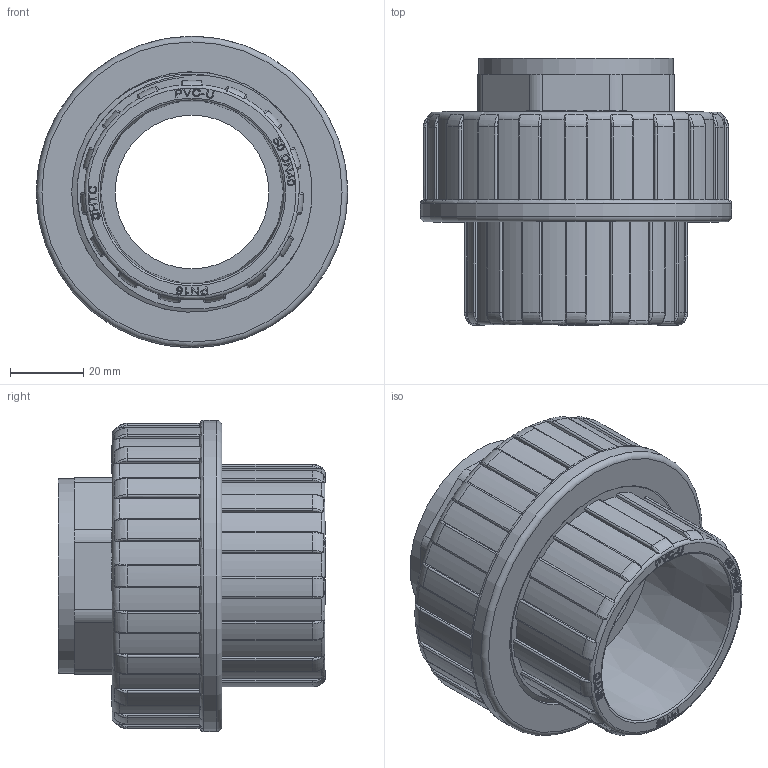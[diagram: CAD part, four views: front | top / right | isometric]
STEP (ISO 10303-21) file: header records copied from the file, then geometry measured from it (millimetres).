
FILE_DESCRIPTION(/* description */ (''),/* implementation_level */ '2;1');
FILE_NAME(/* name */ '50铜制内螺纹.stp',/* time_stamp */ '2025-04-28T10:06:43+08:00',/* author */ (''),/* organization */ (''),/* preprocessor_version */ 'ST-DEVELOPER v16',/* originating_system */ 'SIEMENS PLM Software NX 10.0',/* authorisation */ '');
FILE_SCHEMA (('AUTOMOTIVE_DESIGN { 1 0 10303 214 3 1 1 1 }'));
Length unit declared in the file: millimetre
Products named in the file (1): gelv1FDCC71Dejnp
Bounding box: 85 x 73.05 x 85 mm (x, y, z)
Volume: 76912 mm3; surface area: 61094.7 mm2
Topology: 2 solids, 3 shells, 915 faces, 2500 edges, 1656 vertices
Faces by surface type: plane 382, extrusion 216, cylinder 198, bspline 77, torus 40, cone 2
Full cylindrical faces by diameter (mm): 1.096 x1, 1.504 x1, 4.056 x1, 5.369 x1, 42 x2, 47.803 x9, 48 x1, 53.3 x1, 58 x1, 58.3 x1, 62.752 x7, 63 x1, 65.71 x9, 85 x1
Entity records: 41267 total; most frequent: CARTESIAN_POINT 21138, ORIENTED_EDGE 4792, DIRECTION 3003, EDGE_CURVE 2396, VERTEX_POINT 1599, B_SPLINE_CURVE_WITH_KNOTS 1436, AXIS2_PLACEMENT_3D 1012, EDGE_LOOP 985
